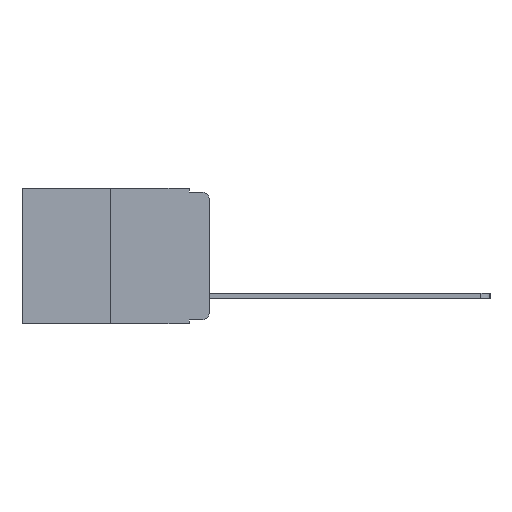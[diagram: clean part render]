
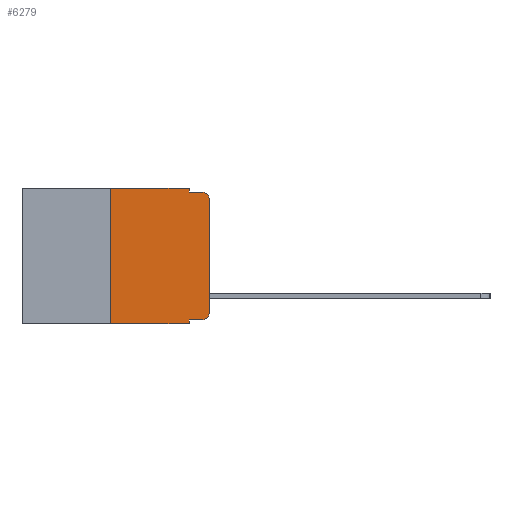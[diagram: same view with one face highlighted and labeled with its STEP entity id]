
A CAD part, left-side view. The second image highlights one B-rep face of the part: STEP entity #6279.
In plain terms, the highlighted planar face has unit normal (-1, 0, 0).
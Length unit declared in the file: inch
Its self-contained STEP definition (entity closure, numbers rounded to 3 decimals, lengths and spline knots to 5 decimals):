
#41 = VERTEX_POINT ( 'NONE', #5500 ) ;
#157 = VECTOR ( 'NONE', #9161, 39.37008 ) ;
#351 = ORIENTED_EDGE ( 'NONE', *, *, #4140, .F. ) ;
#361 = ORIENTED_EDGE ( 'NONE', *, *, #3936, .T. ) ;
#561 = LINE ( 'NONE', #10903, #8659 ) ;
#688 = VERTEX_POINT ( 'NONE', #10025 ) ;
#691 = DIRECTION ( 'NONE',  ( 0., -1., 0. ) ) ;
#772 = CARTESIAN_POINT ( 'NONE',  ( 0., 0.02, -0.313 ) ) ;
#897 = CARTESIAN_POINT ( 'NONE',  ( 0., 0.051, 0. ) ) ;
#969 = LINE ( 'NONE', #7281, #157 ) ;
#1083 = CARTESIAN_POINT ( 'NONE',  ( 0., 0.051, -0.01 ) ) ;
#1162 = ORIENTED_EDGE ( 'NONE', *, *, #12142, .F. ) ;
#1577 = VECTOR ( 'NONE', #12241, 39.37008 ) ;
#1710 = CARTESIAN_POINT ( 'NONE',  ( 0., 0.473, 0. ) ) ;
#1926 = LINE ( 'NONE', #1710, #1577 ) ;
#1927 = DIRECTION ( 'NONE',  ( 0., 0., -1. ) ) ;
#2024 = VERTEX_POINT ( 'NONE', #2184 ) ;
#2025 = CIRCLE ( 'NONE', #2521, 0.02 ) ;
#2171 = VECTOR ( 'NONE', #9279, 39.37008 ) ;
#2184 = CARTESIAN_POINT ( 'NONE',  ( 0., 0.25, -0.343 ) ) ;
#2325 = DIRECTION ( 'NONE',  ( 0., 0., -1. ) ) ;
#2521 = AXIS2_PLACEMENT_3D ( 'NONE', #9057, #3189, #9947 ) ;
#2603 = ORIENTED_EDGE ( 'NONE', *, *, #4021, .T. ) ;
#2787 = FACE_OUTER_BOUND ( 'NONE', #7764, .T. ) ;
#3189 = DIRECTION ( 'NONE',  ( -1., 0., 0. ) ) ;
#3242 = ORIENTED_EDGE ( 'NONE', *, *, #4083, .F. ) ;
#3267 = ORIENTED_EDGE ( 'NONE', *, *, #5451, .T. ) ;
#3333 = ORIENTED_EDGE ( 'NONE', *, *, #4500, .T. ) ;
#3501 = VERTEX_POINT ( 'NONE', #10716 ) ;
#3736 = ORIENTED_EDGE ( 'NONE', *, *, #4059, .F. ) ;
#3757 = ORIENTED_EDGE ( 'NONE', *, *, #4165, .F. ) ;
#3776 = LINE ( 'NONE', #8190, #6139 ) ;
#3850 = CARTESIAN_POINT ( 'NONE',  ( 0., 0., 0. ) ) ;
#3936 = EDGE_CURVE ( 'NONE', #8305, #41, #4334, .T. ) ;
#4021 = EDGE_CURVE ( 'NONE', #41, #8178, #2025, .T. ) ;
#4059 = EDGE_CURVE ( 'NONE', #11144, #8178, #11577, .T. ) ;
#4083 = EDGE_CURVE ( 'NONE', #4569, #11144, #3776, .T. ) ;
#4097 = CARTESIAN_POINT ( 'NONE',  ( 0., 0., -0.313 ) ) ;
#4140 = EDGE_CURVE ( 'NONE', #2024, #4606, #969, .T. ) ;
#4165 = EDGE_CURVE ( 'NONE', #3501, #10337, #561, .T. ) ;
#4334 = LINE ( 'NONE', #3850, #5086 ) ;
#4500 = EDGE_CURVE ( 'NONE', #3501, #688, #11738, .T. ) ;
#4535 = CARTESIAN_POINT ( 'NONE',  ( 0., 0.473, -0.343 ) ) ;
#4569 = VERTEX_POINT ( 'NONE', #897 ) ;
#4606 = VERTEX_POINT ( 'NONE', #7968 ) ;
#4866 = AXIS2_PLACEMENT_3D ( 'NONE', #8826, #5030, #11482 ) ;
#4907 = DIRECTION ( 'NONE',  ( 0., 0., 1. ) ) ;
#5030 = DIRECTION ( 'NONE',  ( 1., 0., 0. ) ) ;
#5086 = VECTOR ( 'NONE', #4907, 39.37008 ) ;
#5216 = LINE ( 'NONE', #4535, #2171 ) ;
#5451 = EDGE_CURVE ( 'NONE', #688, #8305, #10876, .T. ) ;
#5500 = CARTESIAN_POINT ( 'NONE',  ( 0., 0., -0.03 ) ) ;
#5912 = EDGE_CURVE ( 'NONE', #2024, #10337, #5216, .T. ) ;
#6139 = VECTOR ( 'NONE', #9123, 39.37008 ) ;
#6279 = ADVANCED_FACE ( 'NONE', ( #2787 ), #7861, .F. ) ;
#6437 = VECTOR ( 'NONE', #9983, 39.37008 ) ;
#6803 = ORIENTED_EDGE ( 'NONE', *, *, #5912, .T. ) ;
#7281 = CARTESIAN_POINT ( 'NONE',  ( 0., 0.25, 0. ) ) ;
#7764 = EDGE_LOOP ( 'NONE', ( #361, #2603, #3736, #3242, #1162, #351, #6803, #3757, #3333, #3267 ) ) ;
#7861 = PLANE ( 'NONE',  #4866 ) ;
#7876 = DIRECTION ( 'NONE',  ( -1., 0., 0. ) ) ;
#7968 = CARTESIAN_POINT ( 'NONE',  ( 0., 0.25, 0. ) ) ;
#8148 = CARTESIAN_POINT ( 'NONE',  ( 0., 0.051, -0.01 ) ) ;
#8178 = VERTEX_POINT ( 'NONE', #10568 ) ;
#8190 = CARTESIAN_POINT ( 'NONE',  ( 0., 0.051, 0. ) ) ;
#8305 = VERTEX_POINT ( 'NONE', #4097 ) ;
#8659 = VECTOR ( 'NONE', #2325, 39.37008 ) ;
#8793 = AXIS2_PLACEMENT_3D ( 'NONE', #772, #7876, #1927 ) ;
#8826 = CARTESIAN_POINT ( 'NONE',  ( 0., 0.473, 0. ) ) ;
#9057 = CARTESIAN_POINT ( 'NONE',  ( 0., 0.02, -0.03 ) ) ;
#9123 = DIRECTION ( 'NONE',  ( 0., 0., -1. ) ) ;
#9161 = DIRECTION ( 'NONE',  ( 0., 0., 1. ) ) ;
#9279 = DIRECTION ( 'NONE',  ( 0., -1., 0. ) ) ;
#9363 = VECTOR ( 'NONE', #691, 39.37008 ) ;
#9696 = CARTESIAN_POINT ( 'NONE',  ( 0., 0.051, -0.343 ) ) ;
#9947 = DIRECTION ( 'NONE',  ( 0., 0., -1. ) ) ;
#9983 = DIRECTION ( 'NONE',  ( 0., -1., 0. ) ) ;
#10025 = CARTESIAN_POINT ( 'NONE',  ( 0., 0.02, -0.333 ) ) ;
#10337 = VERTEX_POINT ( 'NONE', #9696 ) ;
#10492 = CARTESIAN_POINT ( 'NONE',  ( 0., 0.051, -0.333 ) ) ;
#10568 = CARTESIAN_POINT ( 'NONE',  ( 0., 0.02, -0.01 ) ) ;
#10716 = CARTESIAN_POINT ( 'NONE',  ( 0., 0.051, -0.333 ) ) ;
#10876 = CIRCLE ( 'NONE', #8793, 0.02 ) ;
#10903 = CARTESIAN_POINT ( 'NONE',  ( 0., 0.051, 0. ) ) ;
#11144 = VERTEX_POINT ( 'NONE', #1083 ) ;
#11482 = DIRECTION ( 'NONE',  ( 0., 0., -1. ) ) ;
#11577 = LINE ( 'NONE', #8148, #6437 ) ;
#11738 = LINE ( 'NONE', #10492, #9363 ) ;
#12142 = EDGE_CURVE ( 'NONE', #4606, #4569, #1926, .T. ) ;
#12241 = DIRECTION ( 'NONE',  ( 0., -1., 0. ) ) ;
